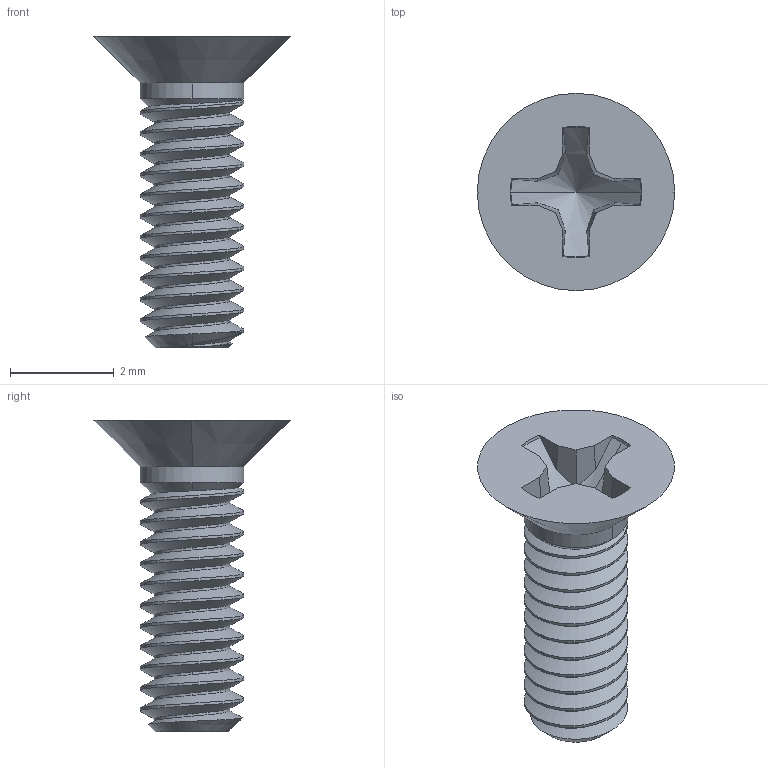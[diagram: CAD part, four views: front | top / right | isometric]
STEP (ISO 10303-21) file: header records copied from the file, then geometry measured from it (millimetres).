
FILE_DESCRIPTION (( 'STEP AP203' ), '1' );
FILE_NAME ('92010A003.step', '2012-06-22T13:55:32', ( 'Admin' ), ( 'Microsoft' ), 'SwSTEP 2.0', 'SolidWorks 2012', '' );
FILE_SCHEMA (( 'CONFIG_CONTROL_DESIGN' ));
Length unit declared in the file: millimetre
Products named in the file (1): 92010A003
Bounding box: 3.8 x 3.8 x 6 mm (x, y, z)
Volume: 17 mm3; surface area: 76.7 mm2
Topology: 1 solids, 1 shells, 84 faces, 243 edges, 160 vertices
Faces by surface type: cylinder 48, plane 18, cone 16, bspline 2
Entity records: 4017 total; most frequent: CARTESIAN_POINT 2064, ORIENTED_EDGE 482, DIRECTION 308, EDGE_CURVE 241, VERTEX_POINT 160, AXIS2_PLACEMENT_3D 111, LINE 86, VECTOR 86
